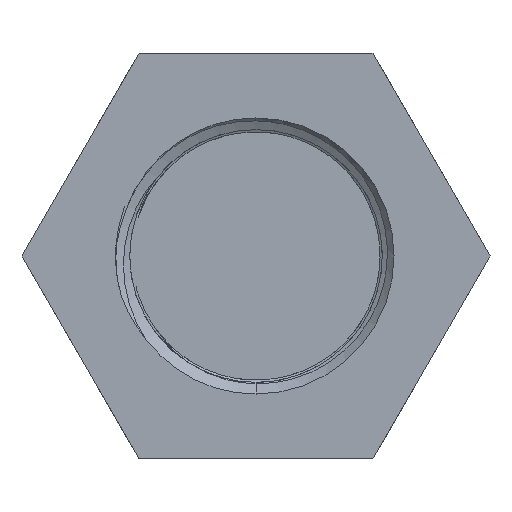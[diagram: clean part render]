
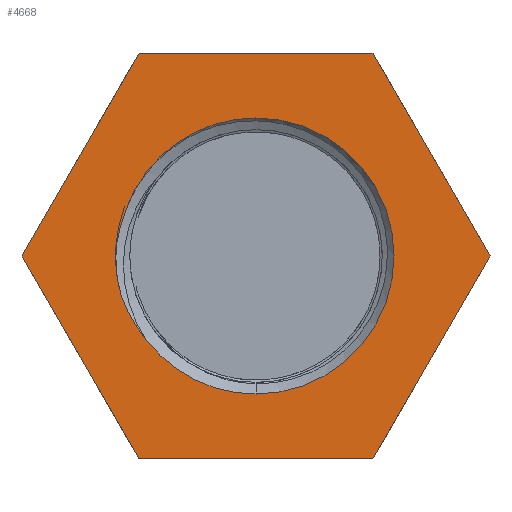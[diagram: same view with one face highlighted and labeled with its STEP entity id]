
A CAD part, front view. The second image highlights one B-rep face of the part: STEP entity #4668.
In plain terms, the highlighted planar face has unit normal (0, -1, 0).
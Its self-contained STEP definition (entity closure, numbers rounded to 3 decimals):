
#99 = EDGE_CURVE ( 'NONE', #892, #8605, #4984, .T. ) ;
#518 = AXIS2_PLACEMENT_3D ( 'NONE', #2172, #2161, #2145 ) ;
#660 = LINE ( 'NONE', #2005, #1139 ) ;
#790 = ORIENTED_EDGE ( 'NONE', *, *, #12464, .F. ) ;
#892 = VERTEX_POINT ( 'NONE', #4551 ) ;
#1126 = DIRECTION ( 'NONE',  ( 0., 0., 1. ) ) ;
#1133 = EDGE_CURVE ( 'NONE', #1765, #5124, #7664, .T. ) ;
#1135 = DIRECTION ( 'NONE',  ( 0., 1., 0. ) ) ;
#1139 = VECTOR ( 'NONE', #11854, 1000. ) ;
#1152 = PLANE ( 'NONE',  #5994 ) ;
#1200 = EDGE_CURVE ( 'NONE', #4044, #2912, #7666, .T. ) ;
#1256 = CARTESIAN_POINT ( 'NONE',  ( -5.567, 0., 1.955 ) ) ;
#1259 = CARTESIAN_POINT ( 'NONE',  ( 0., 0., 0. ) ) ;
#1607 = VERTEX_POINT ( 'NONE', #10145 ) ;
#1765 = VERTEX_POINT ( 'NONE', #4216 ) ;
#2005 = CARTESIAN_POINT ( 'NONE',  ( 0., 0., -8.66 ) ) ;
#2024 = CARTESIAN_POINT ( 'NONE',  ( -5.998, 0., -0.167 ) ) ;
#2145 = DIRECTION ( 'NONE',  ( 0., 0., -1. ) ) ;
#2154 = VERTEX_POINT ( 'NONE', #1256 ) ;
#2161 = DIRECTION ( 'NONE',  ( 0., -1., 0. ) ) ;
#2172 = CARTESIAN_POINT ( 'NONE',  ( 0., 0., 0. ) ) ;
#2184 = DIRECTION ( 'NONE',  ( 1., 0., 0. ) ) ;
#2205 = EDGE_CURVE ( 'NONE', #10844, #1607, #9686, .T. ) ;
#2271 = EDGE_CURVE ( 'NONE', #1607, #5124, #7225, .T. ) ;
#2280 = VECTOR ( 'NONE', #2184, 1000. ) ;
#2300 = VERTEX_POINT ( 'NONE', #2024 ) ;
#2326 = CARTESIAN_POINT ( 'NONE',  ( 0., 0., 8.66 ) ) ;
#2536 = ORIENTED_EDGE ( 'NONE', *, *, #6131, .F. ) ;
#2912 = VERTEX_POINT ( 'NONE', #11714 ) ;
#3103 = CARTESIAN_POINT ( 'NONE',  ( -10., 0., 0. ) ) ;
#3134 = DIRECTION ( 'NONE',  ( 0.5, 0., 0.866 ) ) ;
#3192 = B_SPLINE_CURVE_WITH_KNOTS ( 'NONE', 3,
 ( #9535, #9505, #9480, #9468 ),
 .UNSPECIFIED., .F., .F.,
 ( 4, 4 ),
 ( 0., 0.002 ),
 .UNSPECIFIED. ) ;
#3431 = ORIENTED_EDGE ( 'NONE', *, *, #99, .F. ) ;
#3513 = ORIENTED_EDGE ( 'NONE', *, *, #1200, .F. ) ;
#3620 = EDGE_CURVE ( 'NONE', #2154, #2300, #9750, .T. ) ;
#4044 = VERTEX_POINT ( 'NONE', #4756 ) ;
#4216 = CARTESIAN_POINT ( 'NONE',  ( -5.748, 0., -1.722 ) ) ;
#4306 = EDGE_CURVE ( 'NONE', #8605, #12413, #9977, .T. ) ;
#4551 = CARTESIAN_POINT ( 'NONE',  ( -5., 0., -8.66 ) ) ;
#4668 = ADVANCED_FACE ( 'NONE', ( #12566, #12169 ), #1152, .F. ) ;
#4707 = ORIENTED_EDGE ( 'NONE', *, *, #2205, .T. ) ;
#4756 = CARTESIAN_POINT ( 'NONE',  ( 5., 0., 8.66 ) ) ;
#4984 = LINE ( 'NONE', #5399, #12054 ) ;
#5124 = VERTEX_POINT ( 'NONE', #5747 ) ;
#5301 = VECTOR ( 'NONE', #10581, 1000. ) ;
#5379 = DIRECTION ( 'NONE',  ( -0.5, 0., 0.866 ) ) ;
#5399 = CARTESIAN_POINT ( 'NONE',  ( -5., 0., -8.66 ) ) ;
#5606 = DIRECTION ( 'NONE',  ( 0., 0., -1. ) ) ;
#5619 = DIRECTION ( 'NONE',  ( 0., 1., 0. ) ) ;
#5634 = CARTESIAN_POINT ( 'NONE',  ( 0., 0., 0. ) ) ;
#5741 = ORIENTED_EDGE ( 'NONE', *, *, #9802, .F. ) ;
#5747 = CARTESIAN_POINT ( 'NONE',  ( -4.706, 0., -3.559 ) ) ;
#5883 = LINE ( 'NONE', #2326, #2280 ) ;
#5994 = AXIS2_PLACEMENT_3D ( 'NONE', #1259, #1135, #1126 ) ;
#6131 = EDGE_CURVE ( 'NONE', #12252, #892, #660, .T. ) ;
#6334 = CARTESIAN_POINT ( 'NONE',  ( -5.483, 0., -2.378 ) ) ;
#6408 = CARTESIAN_POINT ( 'NONE',  ( -5.63, 0., -2.058 ) ) ;
#6427 = CARTESIAN_POINT ( 'NONE',  ( -5.748, 0., -1.722 ) ) ;
#6449 = CARTESIAN_POINT ( 'NONE',  ( -5.136, 0., -2.992 ) ) ;
#6456 = CARTESIAN_POINT ( 'NONE',  ( -4.934, 0., -3.285 ) ) ;
#6737 = CARTESIAN_POINT ( 'NONE',  ( 5., 0., 8.66 ) ) ;
#6954 = ORIENTED_EDGE ( 'NONE', *, *, #1133, .F. ) ;
#6979 = EDGE_CURVE ( 'NONE', #12413, #4044, #5883, .T. ) ;
#7015 = CARTESIAN_POINT ( 'NONE',  ( -5.998, 0., -0.167 ) ) ;
#7025 = CARTESIAN_POINT ( 'NONE',  ( -5.992, 0., 0.198 ) ) ;
#7026 = CARTESIAN_POINT ( 'NONE',  ( -5.952, 0., 0.562 ) ) ;
#7037 = CARTESIAN_POINT ( 'NONE',  ( -5.808, 0., 1.27 ) ) ;
#7053 = CARTESIAN_POINT ( 'NONE',  ( -5.567, 0., 1.955 ) ) ;
#7081 = CARTESIAN_POINT ( 'NONE',  ( -5.704, 0., 1.616 ) ) ;
#7138 = DIRECTION ( 'NONE',  ( 0., 1., 0. ) ) ;
#7225 = CIRCLE ( 'NONE', #9859, 5.9 ) ;
#7426 = CIRCLE ( 'NONE', #518, 5.9 ) ;
#7528 = CARTESIAN_POINT ( 'NONE',  ( -10., 0., 0. ) ) ;
#7664 = B_SPLINE_CURVE_WITH_KNOTS ( 'NONE', 3,
 ( #6427, #6408, #6334, #6449, #6456, #10618 ),
 .UNSPECIFIED., .F., .F.,
 ( 4, 2, 4 ),
 ( 0., 0.001, 0.002 ),
 .UNSPECIFIED. ) ;
#7666 = LINE ( 'NONE', #6737, #5301 ) ;
#7766 = ORIENTED_EDGE ( 'NONE', *, *, #3620, .F. ) ;
#8338 = CARTESIAN_POINT ( 'NONE',  ( 10., 0., 0. ) ) ;
#8420 = DIRECTION ( 'NONE',  ( -0.5, 0., -0.866 ) ) ;
#8605 = VERTEX_POINT ( 'NONE', #7528 ) ;
#8961 = EDGE_LOOP ( 'NONE', ( #11334, #4707, #10482, #6954, #790, #7766 ) ) ;
#9212 = DIRECTION ( 'NONE',  ( 0., 0., -1. ) ) ;
#9275 = EDGE_LOOP ( 'NONE', ( #10764, #10260, #3431, #2536, #5741, #3513 ) ) ;
#9468 = CARTESIAN_POINT ( 'NONE',  ( -5.748, 0., -1.722 ) ) ;
#9480 = CARTESIAN_POINT ( 'NONE',  ( -5.899, 0., -1.217 ) ) ;
#9505 = CARTESIAN_POINT ( 'NONE',  ( -5.983, 0., -0.693 ) ) ;
#9535 = CARTESIAN_POINT ( 'NONE',  ( -5.998, 0., -0.167 ) ) ;
#9686 = CIRCLE ( 'NONE', #9921, 5.9 ) ;
#9750 = B_SPLINE_CURVE_WITH_KNOTS ( 'NONE', 3,
 ( #7053, #7081, #7037, #7026, #7025, #7015 ),
 .UNSPECIFIED., .F., .F.,
 ( 4, 2, 4 ),
 ( 0., 0.001, 0.002 ),
 .UNSPECIFIED. ) ;
#9802 = EDGE_CURVE ( 'NONE', #2912, #12252, #11160, .T. ) ;
#9859 = AXIS2_PLACEMENT_3D ( 'NONE', #5634, #5619, #5606 ) ;
#9921 = AXIS2_PLACEMENT_3D ( 'NONE', #12488, #7138, #9212 ) ;
#9977 = LINE ( 'NONE', #3103, #10020 ) ;
#10020 = VECTOR ( 'NONE', #3134, 1000. ) ;
#10085 = CARTESIAN_POINT ( 'NONE',  ( -5., 0., 8.66 ) ) ;
#10145 = CARTESIAN_POINT ( 'NONE',  ( 0., 0., -5.9 ) ) ;
#10260 = ORIENTED_EDGE ( 'NONE', *, *, #4306, .F. ) ;
#10482 = ORIENTED_EDGE ( 'NONE', *, *, #2271, .T. ) ;
#10581 = DIRECTION ( 'NONE',  ( 0.5, 0., -0.866 ) ) ;
#10618 = CARTESIAN_POINT ( 'NONE',  ( -4.706, 0., -3.559 ) ) ;
#10764 = ORIENTED_EDGE ( 'NONE', *, *, #6979, .F. ) ;
#10844 = VERTEX_POINT ( 'NONE', #11870 ) ;
#11160 = LINE ( 'NONE', #8338, #11210 ) ;
#11210 = VECTOR ( 'NONE', #8420, 1000. ) ;
#11334 = ORIENTED_EDGE ( 'NONE', *, *, #11804, .F. ) ;
#11714 = CARTESIAN_POINT ( 'NONE',  ( 10., 0., 0. ) ) ;
#11804 = EDGE_CURVE ( 'NONE', #10844, #2154, #7426, .T. ) ;
#11854 = DIRECTION ( 'NONE',  ( -1., 0., 0. ) ) ;
#11870 = CARTESIAN_POINT ( 'NONE',  ( 0., 0., 5.9 ) ) ;
#12054 = VECTOR ( 'NONE', #5379, 1000. ) ;
#12146 = CARTESIAN_POINT ( 'NONE',  ( 5., 0., -8.66 ) ) ;
#12169 = FACE_OUTER_BOUND ( 'NONE', #9275, .T. ) ;
#12252 = VERTEX_POINT ( 'NONE', #12146 ) ;
#12413 = VERTEX_POINT ( 'NONE', #10085 ) ;
#12464 = EDGE_CURVE ( 'NONE', #2300, #1765, #3192, .T. ) ;
#12488 = CARTESIAN_POINT ( 'NONE',  ( 0., 0., 0. ) ) ;
#12566 = FACE_BOUND ( 'NONE', #8961, .T. ) ;
